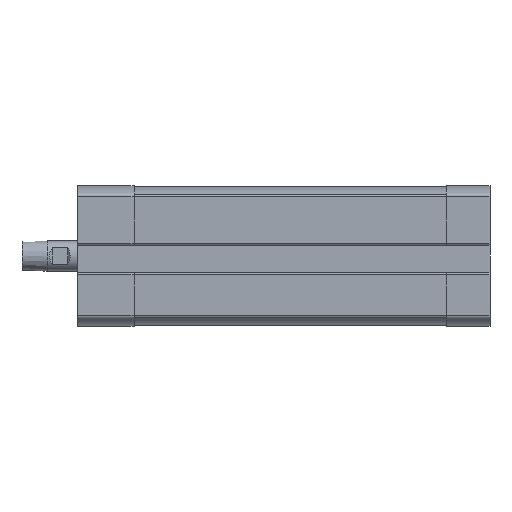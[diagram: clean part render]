
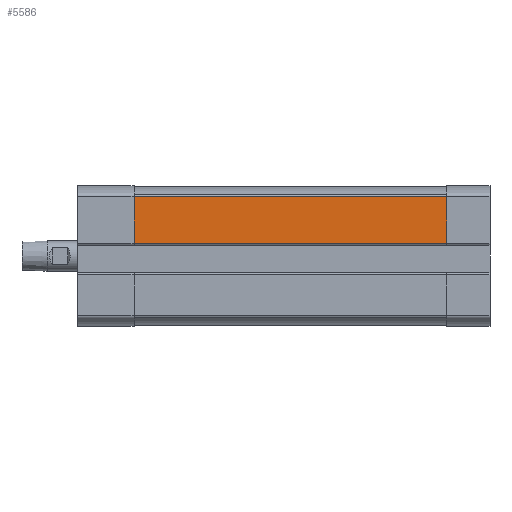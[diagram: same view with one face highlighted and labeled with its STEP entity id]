
A CAD part, left-side view. The second image highlights one B-rep face of the part: STEP entity #5586.
In plain terms, the highlighted planar face has unit normal (-1, 0, 0).
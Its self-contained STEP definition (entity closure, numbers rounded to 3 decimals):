
#226=LINE('',#8977,#662);
#227=LINE('',#8979,#663);
#228=LINE('',#8981,#664);
#229=LINE('',#8983,#665);
#662=VECTOR('',#7077,1000.);
#663=VECTOR('',#7080,1000.);
#664=VECTOR('',#7081,1000.);
#665=VECTOR('',#7082,1000.);
#959=PLANE('',#6088);
#1874=ORIENTED_EDGE('',*,*,#3238,.T.);
#1875=ORIENTED_EDGE('',*,*,#3237,.F.);
#1876=ORIENTED_EDGE('',*,*,#3239,.F.);
#1877=ORIENTED_EDGE('',*,*,#3240,.T.);
#3237=EDGE_CURVE('',#3936,#3935,#226,.T.);
#3238=EDGE_CURVE('',#3937,#3935,#227,.T.);
#3239=EDGE_CURVE('',#3938,#3936,#228,.T.);
#3240=EDGE_CURVE('',#3938,#3937,#229,.T.);
#3935=VERTEX_POINT('',#8974);
#3936=VERTEX_POINT('',#8976);
#3937=VERTEX_POINT('',#8980);
#3938=VERTEX_POINT('',#8982);
#4602=EDGE_LOOP('',(#1874,#1875,#1876,#1877));
#5082=FACE_BOUND('',#4602,.T.);
#5586=ADVANCED_FACE('',(#5082),#959,.F.);
#6088=AXIS2_PLACEMENT_3D('',#8978,#7078,#7079);
#7077=DIRECTION('',(0.,-1.,0.));
#7078=DIRECTION('',(1.,0.,0.));
#7079=DIRECTION('',(0.,0.,-1.));
#7080=DIRECTION('',(0.,0.,1.));
#7081=DIRECTION('',(0.,0.,1.));
#7082=DIRECTION('',(0.,-1.,0.));
#8974=CARTESIAN_POINT('',(-13.5,8.5,11.579));
#8976=CARTESIAN_POINT('',(-13.5,69.6,11.579));
#8977=CARTESIAN_POINT('',(-13.5,69.6,11.579));
#8978=CARTESIAN_POINT('',(-13.5,69.6,2.5));
#8979=CARTESIAN_POINT('',(-13.5,8.5,2.5));
#8980=CARTESIAN_POINT('',(-13.5,8.5,2.5));
#8981=CARTESIAN_POINT('',(-13.5,69.6,2.5));
#8982=CARTESIAN_POINT('',(-13.5,69.6,2.5));
#8983=CARTESIAN_POINT('',(-13.5,69.6,2.5));
